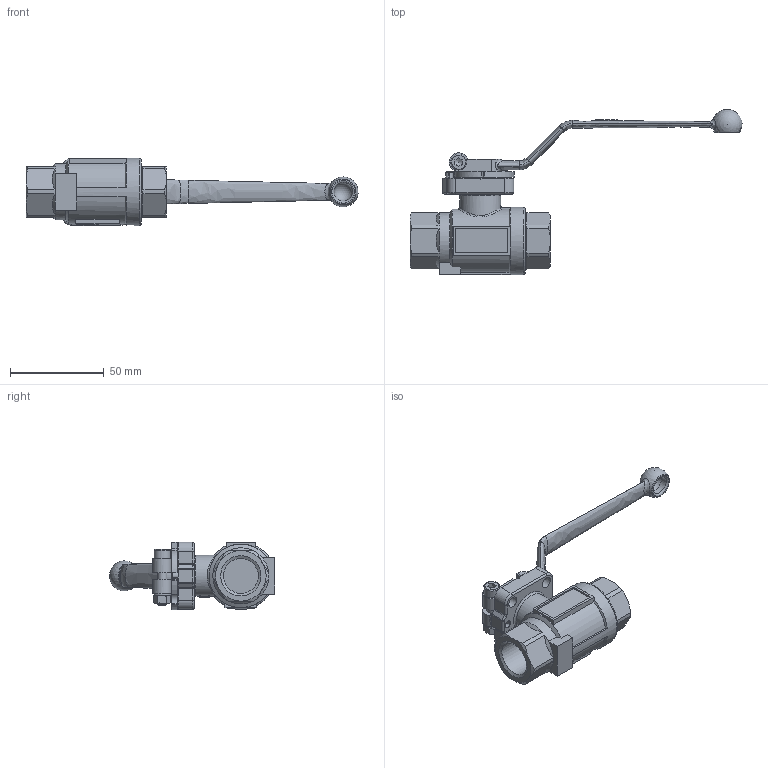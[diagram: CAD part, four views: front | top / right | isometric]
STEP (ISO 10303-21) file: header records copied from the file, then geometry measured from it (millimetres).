
FILE_DESCRIPTION (( 'STEP AP214' ), '1' );
FILE_NAME ('DVGW-K2-012-G16-4 Pro Kugelhahn sowo 2205.STEP', '2022-05-06T12:37:03', ( '' ), ( '' ), 'SwSTEP 2.0', 'SolidWorks 2019', '' );
FILE_SCHEMA (( 'AUTOMOTIVE_DESIGN' ));
Length unit declared in the file: millimetre
Products named in the file (1): DVGW-K2-012-G16-4 Pro Kugelhahn sowo 2205
Bounding box: 177.43 x 88.22 x 36.31 mm (x, y, z)
Volume: 78335.8 mm3; surface area: 23544.2 mm2
Topology: 1 solids, 1 shells, 495 faces, 1328 edges, 861 vertices
Faces by surface type: plane 244, cylinder 96, bspline 95, cone 34, torus 20, sphere 6
Full cylindrical faces by diameter (mm): 4 x1, 5 x2, 5.5 x2, 6 x4, 8.5 x1, 10 x1, 16.623 x1, 18.631 x2, 22 x1, 36 x1
Entity records: 18132 total; most frequent: CARTESIAN_POINT 6637, ORIENTED_EDGE 2552, DIRECTION 1976, EDGE_CURVE 1276, VERTEX_POINT 846, AXIS2_PLACEMENT_3D 662, LINE 652, VECTOR 652
